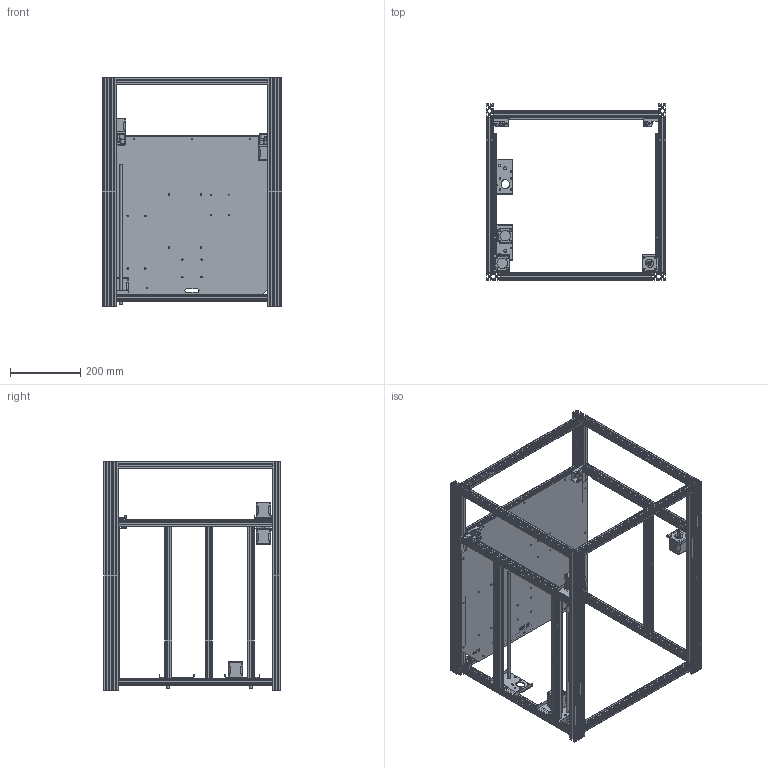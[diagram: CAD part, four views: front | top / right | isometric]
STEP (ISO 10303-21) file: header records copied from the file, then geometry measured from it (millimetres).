
FILE_DESCRIPTION(/* description */ (''),/* implementation_level */ '2;1');
FILE_NAME(/* name */ 'frame mockup.step',/* time_stamp */ '2024-05-13T05:31:42+08:00',/* author */ (''),/* organization */ (''),/* preprocessor_version */ 'ST-DEVELOPER v20',/* originating_system */ 'Autodesk Translation Framework v12.20.1.177',/* authorisation */ '');
FILE_SCHEMA (('AUTOMOTIVE_DESIGN { 1 0 10303 214 3 1 1 }'));
Products named in the file (1): frame mockup
Bounding box: 510.14 x 500 x 650 mm (x, y, z)
Volume: 2929108.4 mm3; surface area: 2415234.1 mm2
Topology: 1 solids, 19 shells, 2358 faces, 6638 edges, 4268 vertices
Faces by surface type: plane 1576, cylinder 738, torus 21, cone 12, bspline 11
Full cylindrical faces by diameter (mm): 2 x5, 3 x12, 3.2 x46, 4 x16, 4.2 x1, 4.3 x29, 4.5 x4, 5 x28, 5.2 x4, 6.2 x12, 8 x4, 11 x3, 12 x4, 13.5 x8, 22 x3, 23 x2, 30 x3
Entity records: 76157 total; most frequent: CARTESIAN_POINT 13490, ORIENTED_EDGE 13252, DIRECTION 12796, EDGE_CURVE 6626, LINE 5096, VECTOR 5096, VERTEX_POINT 4268, AXIS2_PLACEMENT_3D 3850
